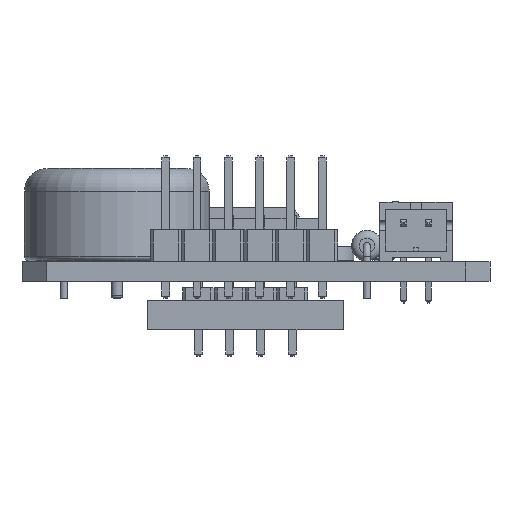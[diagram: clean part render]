
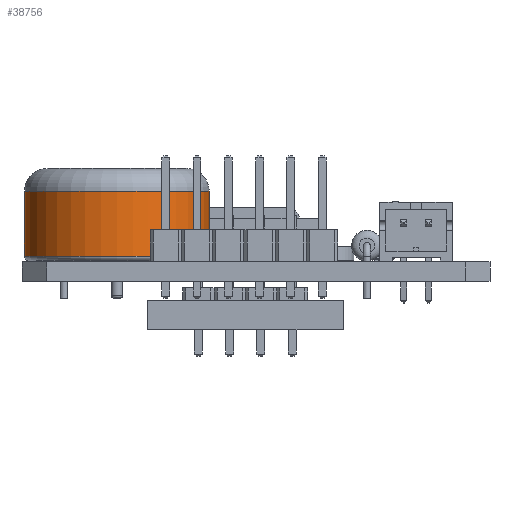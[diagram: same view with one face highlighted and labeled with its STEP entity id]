
A CAD part, front view. The second image highlights one B-rep face of the part: STEP entity #38756.
In plain terms, the highlighted cylindrical face has radius 7.5 mm (diameter 15 mm), a full revolution.
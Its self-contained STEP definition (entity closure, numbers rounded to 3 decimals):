
#38756 = ADVANCED_FACE('',(#38757),#38770,.T.);
#38757 = FACE_BOUND('',#38758,.T.);
#38758 = EDGE_LOOP('',(#38759,#38793,#38816,#38843));
#38759 = ORIENTED_EDGE('',*,*,#38760,.T.);
#38760 = EDGE_CURVE('',#38761,#38761,#38763,.T.);
#38761 = VERTEX_POINT('',#38762);
#38762 = CARTESIAN_POINT('',(11.3,0.,0.405));
#38763 = SURFACE_CURVE('',#38764,(#38769,#38781),.PCURVE_S1.);
#38764 = CIRCLE('',#38765,7.5);
#38765 = AXIS2_PLACEMENT_3D('',#38766,#38767,#38768);
#38766 = CARTESIAN_POINT('',(3.8,0.,0.405));
#38767 = DIRECTION('',(0.,0.,1.));
#38768 = DIRECTION('',(1.,0.,0.));
#38769 = PCURVE('',#38770,#38775);
#38770 = CYLINDRICAL_SURFACE('',#38771,7.5);
#38771 = AXIS2_PLACEMENT_3D('',#38772,#38773,#38774);
#38772 = CARTESIAN_POINT('',(3.8,0.,0.03));
#38773 = DIRECTION('',(-0.,-0.,-1.));
#38774 = DIRECTION('',(1.,0.,0.));
#38775 = DEFINITIONAL_REPRESENTATION('',(#38776),#38780);
#38776 = LINE('',#38777,#38778);
#38777 = CARTESIAN_POINT('',(6.283,-0.375));
#38778 = VECTOR('',#38779,1.);
#38779 = DIRECTION('',(-1.,0.));
#38780 = ( GEOMETRIC_REPRESENTATION_CONTEXT(2) 
PARAMETRIC_REPRESENTATION_CONTEXT() REPRESENTATION_CONTEXT('2D SPACE',''
  ) );
#38781 = PCURVE('',#38782,#38787);
#38782 = TOROIDAL_SURFACE('',#38783,7.125,0.375);
#38783 = AXIS2_PLACEMENT_3D('',#38784,#38785,#38786);
#38784 = CARTESIAN_POINT('',(3.8,0.,0.405));
#38785 = DIRECTION('',(0.,0.,-1.));
#38786 = DIRECTION('',(1.,0.,0.));
#38787 = DEFINITIONAL_REPRESENTATION('',(#38788),#38792);
#38788 = LINE('',#38789,#38790);
#38789 = CARTESIAN_POINT('',(6.283,0.));
#38790 = VECTOR('',#38791,1.);
#38791 = DIRECTION('',(-1.,0.));
#38792 = ( GEOMETRIC_REPRESENTATION_CONTEXT(2) 
PARAMETRIC_REPRESENTATION_CONTEXT() REPRESENTATION_CONTEXT('2D SPACE',''
  ) );
#38793 = ORIENTED_EDGE('',*,*,#38794,.T.);
#38794 = EDGE_CURVE('',#38761,#38795,#38797,.T.);
#38795 = VERTEX_POINT('',#38796);
#38796 = CARTESIAN_POINT('',(11.3,0.,5.678));
#38797 = SEAM_CURVE('',#38798,(#38802,#38809),.PCURVE_S1.);
#38798 = LINE('',#38799,#38800);
#38799 = CARTESIAN_POINT('',(11.3,0.,0.03));
#38800 = VECTOR('',#38801,1.);
#38801 = DIRECTION('',(0.,0.,1.));
#38802 = PCURVE('',#38770,#38803);
#38803 = DEFINITIONAL_REPRESENTATION('',(#38804),#38808);
#38804 = LINE('',#38805,#38806);
#38805 = CARTESIAN_POINT('',(0.,0.));
#38806 = VECTOR('',#38807,1.);
#38807 = DIRECTION('',(0.,-1.));
#38808 = ( GEOMETRIC_REPRESENTATION_CONTEXT(2) 
PARAMETRIC_REPRESENTATION_CONTEXT() REPRESENTATION_CONTEXT('2D SPACE',''
  ) );
#38809 = PCURVE('',#38770,#38810);
#38810 = DEFINITIONAL_REPRESENTATION('',(#38811),#38815);
#38811 = LINE('',#38812,#38813);
#38812 = CARTESIAN_POINT('',(6.283,0.));
#38813 = VECTOR('',#38814,1.);
#38814 = DIRECTION('',(0.,-1.));
#38815 = ( GEOMETRIC_REPRESENTATION_CONTEXT(2) 
PARAMETRIC_REPRESENTATION_CONTEXT() REPRESENTATION_CONTEXT('2D SPACE',''
  ) );
#38816 = ORIENTED_EDGE('',*,*,#38817,.F.);
#38817 = EDGE_CURVE('',#38795,#38795,#38818,.T.);
#38818 = SURFACE_CURVE('',#38819,(#38824,#38831),.PCURVE_S1.);
#38819 = CIRCLE('',#38820,7.5);
#38820 = AXIS2_PLACEMENT_3D('',#38821,#38822,#38823);
#38821 = CARTESIAN_POINT('',(3.8,0.,5.678));
#38822 = DIRECTION('',(0.,0.,1.));
#38823 = DIRECTION('',(1.,0.,0.));
#38824 = PCURVE('',#38770,#38825);
#38825 = DEFINITIONAL_REPRESENTATION('',(#38826),#38830);
#38826 = LINE('',#38827,#38828);
#38827 = CARTESIAN_POINT('',(6.283,-5.648));
#38828 = VECTOR('',#38829,1.);
#38829 = DIRECTION('',(-1.,0.));
#38830 = ( GEOMETRIC_REPRESENTATION_CONTEXT(2) 
PARAMETRIC_REPRESENTATION_CONTEXT() REPRESENTATION_CONTEXT('2D SPACE',''
  ) );
#38831 = PCURVE('',#38832,#38837);
#38832 = TOROIDAL_SURFACE('',#38833,5.648,1.852);
#38833 = AXIS2_PLACEMENT_3D('',#38834,#38835,#38836);
#38834 = CARTESIAN_POINT('',(3.8,0.,5.678));
#38835 = DIRECTION('',(0.,0.,1.));
#38836 = DIRECTION('',(1.,0.,0.));
#38837 = DEFINITIONAL_REPRESENTATION('',(#38838),#38842);
#38838 = LINE('',#38839,#38840);
#38839 = CARTESIAN_POINT('',(0.,0.));
#38840 = VECTOR('',#38841,1.);
#38841 = DIRECTION('',(1.,0.));
#38842 = ( GEOMETRIC_REPRESENTATION_CONTEXT(2) 
PARAMETRIC_REPRESENTATION_CONTEXT() REPRESENTATION_CONTEXT('2D SPACE',''
  ) );
#38843 = ORIENTED_EDGE('',*,*,#38794,.F.);
